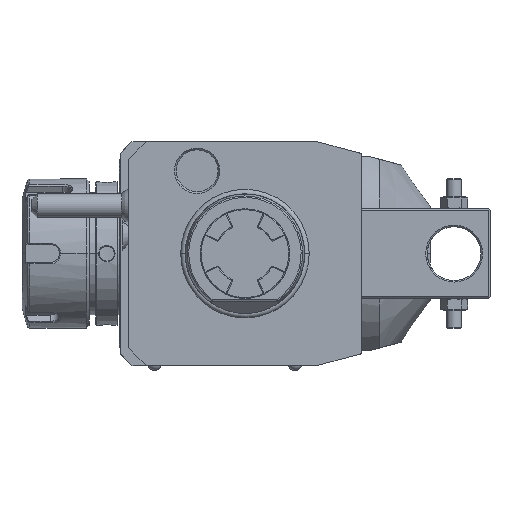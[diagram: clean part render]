
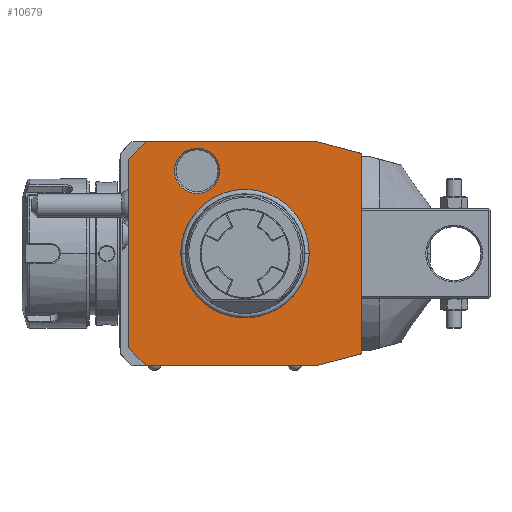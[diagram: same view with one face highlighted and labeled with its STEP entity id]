
A CAD part, front view. The second image highlights one B-rep face of the part: STEP entity #10679.
In plain terms, the highlighted planar face has unit normal (0, -1, 0).
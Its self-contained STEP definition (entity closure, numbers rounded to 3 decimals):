
#1=DIRECTION('',(-0.966,0.,0.259));
#2=VECTOR('',#1,15.529);
#3=CARTESIAN_POINT('',(39.,0.,33.481));
#4=LINE('',#3,#2);
#5=DIRECTION('',(0.,0.,1.));
#6=VECTOR('',#5,66.962);
#7=CARTESIAN_POINT('',(39.,0.,-33.481));
#8=LINE('',#7,#6);
#9=DIRECTION('',(0.966,0.,0.259));
#10=VECTOR('',#9,15.529);
#11=CARTESIAN_POINT('',(24.,0.,-37.5));
#12=LINE('',#11,#10);
#13=DIRECTION('',(1.,0.,0.));
#14=VECTOR('',#13,57.);
#15=CARTESIAN_POINT('',(-33.,0.,-37.5));
#16=LINE('',#15,#14);
#17=DIRECTION('',(0.707,0.,-0.707));
#18=VECTOR('',#17,8.485);
#19=CARTESIAN_POINT('',(-39.,0.,-31.5));
#20=LINE('',#19,#18);
#21=DIRECTION('',(0.,0.,-1.));
#22=VECTOR('',#21,63.);
#23=CARTESIAN_POINT('',(-39.,0.,31.5));
#24=LINE('',#23,#22);
#25=DIRECTION('',(-0.707,0.,-0.707));
#26=VECTOR('',#25,8.485);
#27=CARTESIAN_POINT('',(-33.,0.,37.5));
#28=LINE('',#27,#26);
#29=DIRECTION('',(-1.,0.,0.));
#30=VECTOR('',#29,57.);
#31=CARTESIAN_POINT('',(24.,0.,37.5));
#32=LINE('',#31,#30);
#33=CARTESIAN_POINT('',(-16.,0.,27.713));
#34=DIRECTION('',(0.,1.,0.));
#35=DIRECTION('',(1.,0.,0.));
#36=AXIS2_PLACEMENT_3D('',#33,#34,#35);
#38=CARTESIAN_POINT('',(-16.,0.,27.713));
#39=DIRECTION('',(0.,1.,0.));
#40=DIRECTION('',(-1.,0.,0.));
#41=AXIS2_PLACEMENT_3D('',#38,#39,#40);
#7556=CARTESIAN_POINT('',(0.,0.,0.));
#7557=DIRECTION('',(0.,1.,0.));
#7558=DIRECTION('',(-1.,0.,0.));
#7559=AXIS2_PLACEMENT_3D('',#7556,#7557,#7558);
#7561=CARTESIAN_POINT('',(0.,0.,0.));
#7562=DIRECTION('',(0.,1.,0.));
#7563=DIRECTION('',(1.,0.,0.));
#7564=AXIS2_PLACEMENT_3D('',#7561,#7562,#7563);
#9593=CARTESIAN_POINT('',(-8.423,0.,27.713));
#9594=CARTESIAN_POINT('',(-23.577,0.,27.713));
#9595=VERTEX_POINT('',#9593);
#9596=VERTEX_POINT('',#9594);
#10444=CARTESIAN_POINT('',(39.,0.,33.481));
#10445=CARTESIAN_POINT('',(24.,0.,37.5));
#10446=VERTEX_POINT('',#10444);
#10447=VERTEX_POINT('',#10445);
#10448=CARTESIAN_POINT('',(-33.,0.,37.5));
#10449=VERTEX_POINT('',#10448);
#10450=CARTESIAN_POINT('',(-39.,0.,31.5));
#10451=VERTEX_POINT('',#10450);
#10452=CARTESIAN_POINT('',(-39.,0.,-31.5));
#10453=VERTEX_POINT('',#10452);
#10454=CARTESIAN_POINT('',(-33.,0.,-37.5));
#10455=VERTEX_POINT('',#10454);
#10456=CARTESIAN_POINT('',(24.,0.,-37.5));
#10457=VERTEX_POINT('',#10456);
#10458=CARTESIAN_POINT('',(39.,0.,-33.481));
#10459=VERTEX_POINT('',#10458);
#10536=CARTESIAN_POINT('',(-21.137,0.,0.));
#10537=CARTESIAN_POINT('',(21.137,0.,0.));
#10538=VERTEX_POINT('',#10536);
#10539=VERTEX_POINT('',#10537);
#10644=CARTESIAN_POINT('',(0.,0.,0.));
#10645=DIRECTION('',(0.,-1.,0.));
#10646=DIRECTION('',(-1.,0.,0.));
#10647=AXIS2_PLACEMENT_3D('',#10644,#10645,#10646);
#10648=PLANE('',#10647);
#10650=ORIENTED_EDGE('',*,*,#10649,.F.);
#10652=ORIENTED_EDGE('',*,*,#10651,.F.);
#10654=ORIENTED_EDGE('',*,*,#10653,.F.);
#10656=ORIENTED_EDGE('',*,*,#10655,.F.);
#10658=ORIENTED_EDGE('',*,*,#10657,.F.);
#10660=ORIENTED_EDGE('',*,*,#10659,.F.);
#10662=ORIENTED_EDGE('',*,*,#10661,.F.);
#10664=ORIENTED_EDGE('',*,*,#10663,.F.);
#10665=EDGE_LOOP('',(#10650,#10652,#10654,#10656,#10658,#10660,#10662,#10664));
#10666=FACE_OUTER_BOUND('',#10665,.F.);
#10668=ORIENTED_EDGE('',*,*,#10667,.F.);
#10670=ORIENTED_EDGE('',*,*,#10669,.F.);
#10671=EDGE_LOOP('',(#10668,#10670));
#10672=FACE_BOUND('',#10671,.F.);
#10674=ORIENTED_EDGE('',*,*,#10673,.F.);
#10676=ORIENTED_EDGE('',*,*,#10675,.F.);
#10677=EDGE_LOOP('',(#10674,#10676));
#10678=FACE_BOUND('',#10677,.F.);
#37=CIRCLE('',#36,7.577);
#42=CIRCLE('',#41,7.577);
#7560=CIRCLE('',#7559,21.137);
#7565=CIRCLE('',#7564,21.137);
#10649=EDGE_CURVE('',#10446,#10447,#4,.T.);
#10651=EDGE_CURVE('',#10459,#10446,#8,.T.);
#10653=EDGE_CURVE('',#10457,#10459,#12,.T.);
#10655=EDGE_CURVE('',#10455,#10457,#16,.T.);
#10657=EDGE_CURVE('',#10453,#10455,#20,.T.);
#10659=EDGE_CURVE('',#10451,#10453,#24,.T.);
#10661=EDGE_CURVE('',#10449,#10451,#28,.T.);
#10663=EDGE_CURVE('',#10447,#10449,#32,.T.);
#10667=EDGE_CURVE('',#10538,#10539,#7560,.T.);
#10669=EDGE_CURVE('',#10539,#10538,#7565,.T.);
#10673=EDGE_CURVE('',#9595,#9596,#37,.T.);
#10675=EDGE_CURVE('',#9596,#9595,#42,.T.);
#10679=ADVANCED_FACE('',(#10666,#10672,#10678),#10648,.T.);
